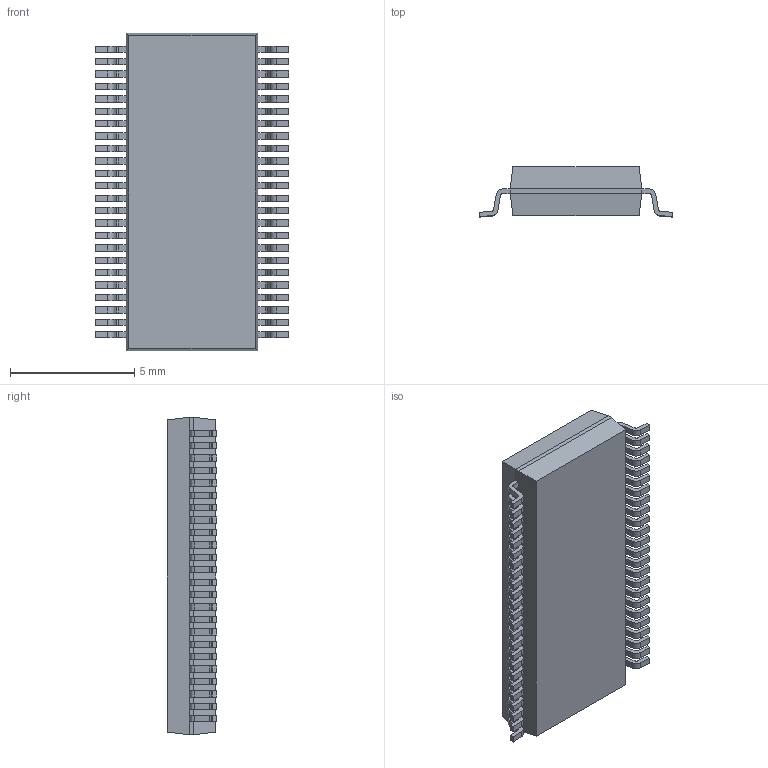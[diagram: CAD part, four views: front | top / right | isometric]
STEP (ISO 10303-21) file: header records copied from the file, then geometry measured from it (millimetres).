
FILE_DESCRIPTION (( 'STEP AP214' ), '1' );
FILE_NAME ('48-Lead Plastic SSOP_05081887_A_G48.STEP', '2023-12-07T13:12:37', ( '' ), ( '' ), 'SwSTEP 2.0', 'SolidWorks 2021', '' );
FILE_SCHEMA (( 'AUTOMOTIVE_DESIGN' ));
Length unit declared in the file: millimetre
Products named in the file (1): 48-Lead Plastic SSOP_05081887_A_G48
Bounding box: 7.8 x 2 x 12.8 mm (x, y, z)
Volume: 132.9 mm3; surface area: 282.3 mm2
Topology: 50 solids, 50 shells, 693 faces, 1768 edges, 1176 vertices
Faces by surface type: plane 497, cylinder 196
Entity records: 21345 total; most frequent: CARTESIAN_POINT 3638, DIRECTION 3548, ORIENTED_EDGE 3536, EDGE_CURVE 1768, LINE 1376, VECTOR 1376, VERTEX_POINT 1176, AXIS2_PLACEMENT_3D 1086
